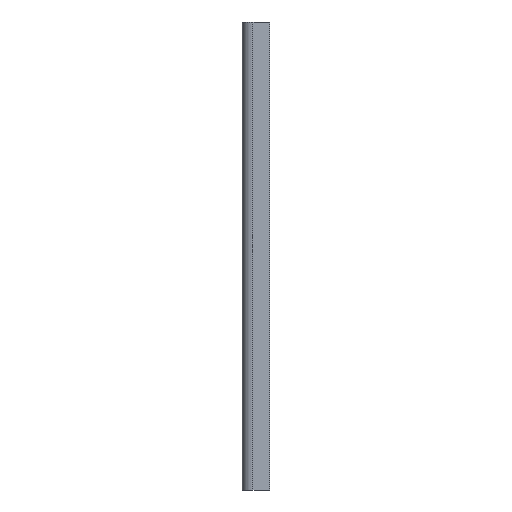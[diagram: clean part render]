
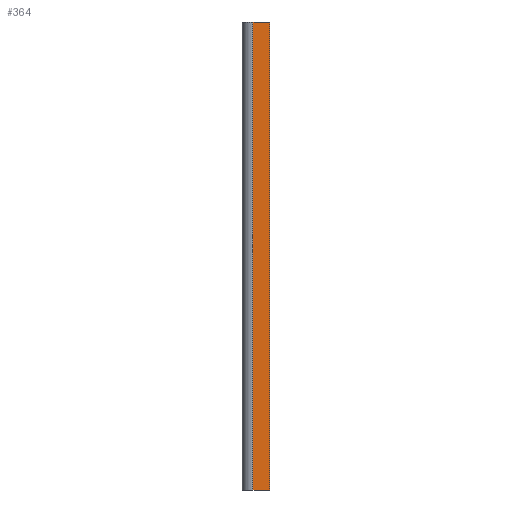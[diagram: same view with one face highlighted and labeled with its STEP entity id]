
A CAD part, left-side view. The second image highlights one B-rep face of the part: STEP entity #364.
In plain terms, the highlighted planar face has unit normal (-1, 0, 0).
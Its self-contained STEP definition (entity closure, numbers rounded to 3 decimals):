
#5 = VERTEX_POINT ( 'NONE', #211 ) ;
#26 = DIRECTION ( 'NONE',  ( 0., -1., 0. ) ) ;
#118 = CARTESIAN_POINT ( 'NONE',  ( -70., -6.5, -140. ) ) ;
#132 = CARTESIAN_POINT ( 'NONE',  ( -70., 0., -140. ) ) ;
#183 = DIRECTION ( 'NONE',  ( 0., 0., -1. ) ) ;
#190 = CARTESIAN_POINT ( 'NONE',  ( -70., -6.5, 140. ) ) ;
#211 = CARTESIAN_POINT ( 'NONE',  ( -70., -16.5, -140. ) ) ;
#333 = LINE ( 'NONE', #1552, #2023 ) ;
#364 = ADVANCED_FACE ( 'NONE', ( #1421 ), #1050, .F. ) ;
#369 = VERTEX_POINT ( 'NONE', #1119 ) ;
#409 = CARTESIAN_POINT ( 'NONE',  ( -70., -6.5, 140. ) ) ;
#422 = LINE ( 'NONE', #190, #1972 ) ;
#841 = LINE ( 'NONE', #1976, #1669 ) ;
#951 = DIRECTION ( 'NONE',  ( 0., 0., -1. ) ) ;
#954 = LINE ( 'NONE', #132, #1343 ) ;
#1002 = DIRECTION ( 'NONE',  ( 1., 0., 0. ) ) ;
#1025 = CARTESIAN_POINT ( 'NONE',  ( -70., 0., 140. ) ) ;
#1050 = PLANE ( 'NONE',  #1567 ) ;
#1119 = CARTESIAN_POINT ( 'NONE',  ( -70., -16.5, 140. ) ) ;
#1237 = ORIENTED_EDGE ( 'NONE', *, *, #1864, .F. ) ;
#1241 = ORIENTED_EDGE ( 'NONE', *, *, #1777, .T. ) ;
#1288 = ORIENTED_EDGE ( 'NONE', *, *, #1836, .F. ) ;
#1293 = ORIENTED_EDGE ( 'NONE', *, *, #1810, .T. ) ;
#1343 = VECTOR ( 'NONE', #26, 1000. ) ;
#1421 = FACE_OUTER_BOUND ( 'NONE', #1660, .T. ) ;
#1449 = DIRECTION ( 'NONE',  ( 0., -1., 0. ) ) ;
#1552 = CARTESIAN_POINT ( 'NONE',  ( -70., 0., 140. ) ) ;
#1567 = AXIS2_PLACEMENT_3D ( 'NONE', #1025, #1002, #951 ) ;
#1660 = EDGE_LOOP ( 'NONE', ( #1241, #1293, #1288, #1237 ) ) ;
#1669 = VECTOR ( 'NONE', #1961, 1000. ) ;
#1681 = VERTEX_POINT ( 'NONE', #409 ) ;
#1777 = EDGE_CURVE ( 'NONE', #1681, #1974, #422, .T. ) ;
#1810 = EDGE_CURVE ( 'NONE', #1974, #5, #954, .T. ) ;
#1836 = EDGE_CURVE ( 'NONE', #369, #5, #841, .T. ) ;
#1864 = EDGE_CURVE ( 'NONE', #1681, #369, #333, .T. ) ;
#1961 = DIRECTION ( 'NONE',  ( 0., 0., -1. ) ) ;
#1972 = VECTOR ( 'NONE', #183, 1000. ) ;
#1974 = VERTEX_POINT ( 'NONE', #118 ) ;
#1976 = CARTESIAN_POINT ( 'NONE',  ( -70., -16.5, 140. ) ) ;
#2023 = VECTOR ( 'NONE', #1449, 1000. ) ;
